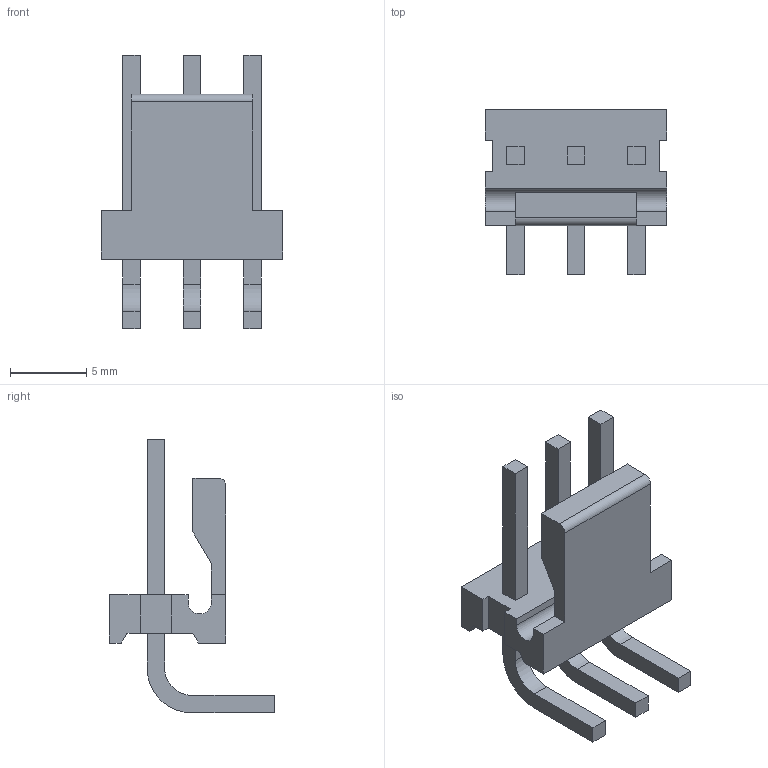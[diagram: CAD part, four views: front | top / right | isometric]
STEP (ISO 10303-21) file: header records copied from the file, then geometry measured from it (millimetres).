
FILE_DESCRIPTION((''),'2;1');
FILE_NAME('C-640387-3','2012-10-18T',('workeradm'),('Tyco Electronics Ltd.'),'PRO/ENGINEER BY PARAMETRIC TECHNOLOGY CORPORATION, 2010430','PRO/ENGINEER BY PARAMETRIC TECHNOLOGY CORPORATION, 2010430','');
FILE_SCHEMA(('AUTOMOTIVE_DESIGN { 1 0 10303 214 1 1 1 1 }'));
Length unit declared in the file: millimetre
Products named in the file (1): C-640387-3
Bounding box: 11.89 x 10.79 x 17.89 mm (x, y, z)
Volume: 412.1 mm3; surface area: 779.8 mm2
Topology: 1 solids, 1 shells, 71 faces, 189 edges, 126 vertices
Faces by surface type: plane 63, cylinder 8
Entity records: 2492 total; most frequent: CARTESIAN_POINT 388, ORIENTED_EDGE 378, DIRECTION 347, EDGE_CURVE 189, VECTOR 173, LINE 173, VERTEX_POINT 126, AXIS2_PLACEMENT_3D 87
